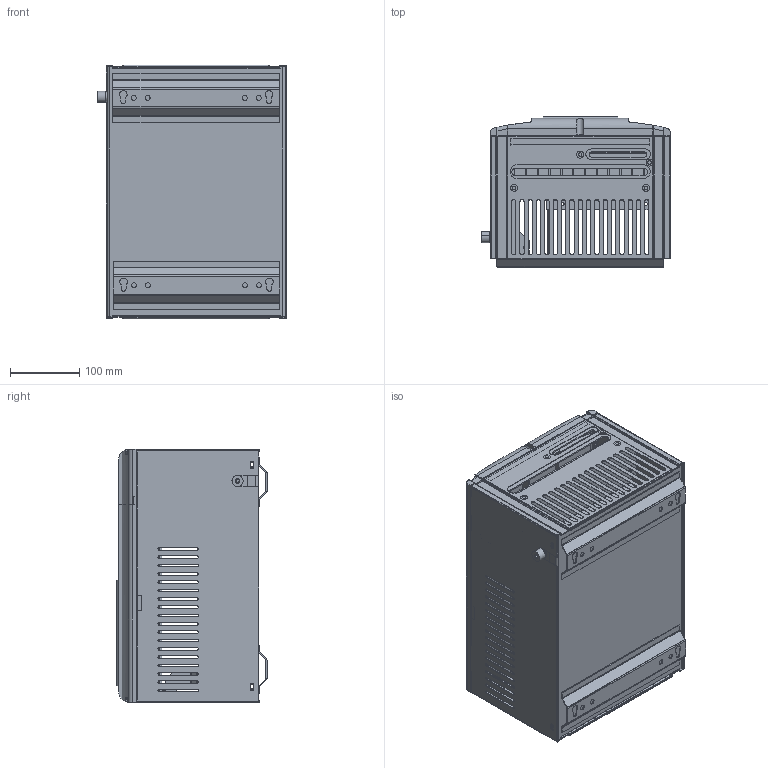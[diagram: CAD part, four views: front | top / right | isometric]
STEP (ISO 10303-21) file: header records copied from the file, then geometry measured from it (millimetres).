
FILE_DESCRIPTION(('FreeCAD Model'), '1');
FILE_NAME('3D-model FC series 04 - 5,5-22 kW.step','2016-03-10T11:15:15', (''),(''),'Open CASCADE STEP processor 6.8','FreeCAD','');
FILE_SCHEMA(('CONFIG_CONTROL_DESIGN','SUPPORT_RESOURCE_SCHEMA'));
Length unit declared in the file: millimetre
Products named in the file (51): 134; 135; 136; 137; 138; 139; 140; 141; 142; 143; 144; 145; 146; 147; 148; 149; 150; 151; 152; 153; 154; 155; 156; 157; 158; 159; 160; 161; 162; 163; 164; 165; 166; 167; 168; 169; 170; 171; 172; 173 ...
Assembly tree (50 placements, depth 2):
  134
    135
    136
    137
    138
    139
    140
    141
    142
    143
    144
    145
    146
    147
    148
    149
    150
    151
    152
    153
    154
    155
    156
    157
    158
    159
    160
    161
    162
    163
    164
    165
    166
    167
    168
    169
    170
    171
    172
    173
    174
    175
    176
    177
    178
    179
    180
    181
    182
    183
    184
Bounding box: 271.9 x 216.2 x 365.6 mm (x, y, z)
Volume: 1221178.2 mm3; surface area: 1557140.3 mm2
Topology: 50 solids, 50 shells, 3554 faces, 9119 edges, 5938 vertices
Faces by surface type: plane 2176, cylinder 1296, cone 36, bspline 28, revolution 18
Entity records: 148793 total; most frequent: CARTESIAN_POINT 25034, DIRECTION 18799, ORIENTED_EDGE 18238, EDGE_CURVE 9119, LINE 6341, VECTOR 6341, AXIS2_PLACEMENT_3D 6220, VERTEX_POINT 5938
